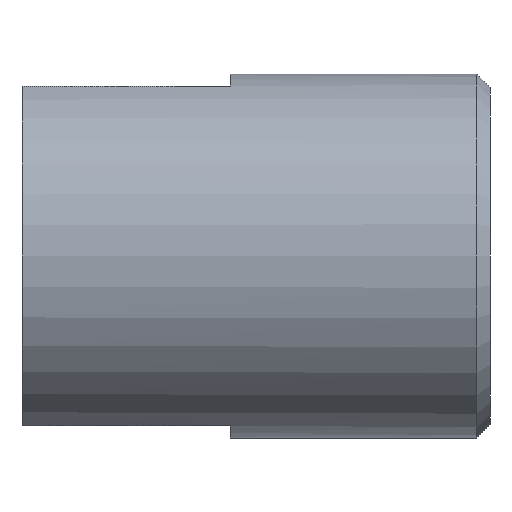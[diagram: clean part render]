
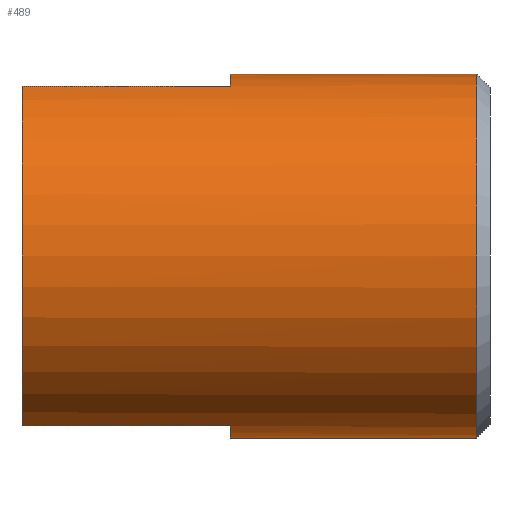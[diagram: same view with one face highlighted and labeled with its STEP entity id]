
A CAD part, left-side view. The second image highlights one B-rep face of the part: STEP entity #489.
In plain terms, the highlighted cylindrical face has radius 7 mm (diameter 14 mm), a partial arc.
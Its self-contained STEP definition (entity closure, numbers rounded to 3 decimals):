
#2 = CIRCLE ( 'NONE', #237, 7. ) ;
#21 = CARTESIAN_POINT ( 'NONE',  ( -2.5, 9., 6.538 ) ) ;
#23 = VECTOR ( 'NONE', #81, 1000. ) ;
#24 = CYLINDRICAL_SURFACE ( 'NONE', #493, 7. ) ;
#29 = LINE ( 'NONE', #264, #105 ) ;
#34 = AXIS2_PLACEMENT_3D ( 'NONE', #239, #578, #533 ) ;
#36 = DIRECTION ( 'NONE',  ( 0., -1., 0. ) ) ;
#37 = CARTESIAN_POINT ( 'NONE',  ( 0., 1., 7. ) ) ;
#48 = ORIENTED_EDGE ( 'NONE', *, *, #343, .T. ) ;
#58 = EDGE_CURVE ( 'NONE', #157, #514, #2, .T. ) ;
#81 = DIRECTION ( 'NONE',  ( 0., -1., 0. ) ) ;
#92 = VERTEX_POINT ( 'NONE', #161 ) ;
#103 = ORIENTED_EDGE ( 'NONE', *, *, #376, .T. ) ;
#105 = VECTOR ( 'NONE', #36, 1000. ) ;
#107 = CARTESIAN_POINT ( 'NONE',  ( 0., 9., 0. ) ) ;
#109 = DIRECTION ( 'NONE',  ( 0., 0., -1. ) ) ;
#122 = CARTESIAN_POINT ( 'NONE',  ( -2.5, 9., -6.538 ) ) ;
#128 = VERTEX_POINT ( 'NONE', #362 ) ;
#130 = LINE ( 'NONE', #122, #193 ) ;
#143 = CARTESIAN_POINT ( 'NONE',  ( -2.5, 9., 6.538 ) ) ;
#150 = DIRECTION ( 'NONE',  ( 0., 0., -1. ) ) ;
#157 = VERTEX_POINT ( 'NONE', #399 ) ;
#161 = CARTESIAN_POINT ( 'NONE',  ( -2.5, 9., -6.538 ) ) ;
#174 = ORIENTED_EDGE ( 'NONE', *, *, #214, .F. ) ;
#191 = VERTEX_POINT ( 'NONE', #525 ) ;
#193 = VECTOR ( 'NONE', #412, 1000. ) ;
#195 = EDGE_CURVE ( 'NONE', #128, #157, #465, .T. ) ;
#214 = EDGE_CURVE ( 'NONE', #246, #514, #29, .T. ) ;
#237 = AXIS2_PLACEMENT_3D ( 'NONE', #394, #597, #605 ) ;
#239 = CARTESIAN_POINT ( 'NONE',  ( 0., 1., 0. ) ) ;
#246 = VERTEX_POINT ( 'NONE', #37 ) ;
#254 = CARTESIAN_POINT ( 'NONE',  ( 0., 9., 0. ) ) ;
#264 = CARTESIAN_POINT ( 'NONE',  ( 0., 9., 7. ) ) ;
#265 = CIRCLE ( 'NONE', #380, 7. ) ;
#280 = EDGE_CURVE ( 'NONE', #92, #383, #130, .T. ) ;
#286 = DIRECTION ( 'NONE',  ( 0., 1., 0. ) ) ;
#297 = DIRECTION ( 'NONE',  ( 0., -1., 0. ) ) ;
#329 = AXIS2_PLACEMENT_3D ( 'NONE', #452, #297, #150 ) ;
#331 = EDGE_LOOP ( 'NONE', ( #174, #545, #103, #591, #475, #48, #557, #621 ) ) ;
#339 = CIRCLE ( 'NONE', #34, 7. ) ;
#343 = EDGE_CURVE ( 'NONE', #383, #128, #339, .T. ) ;
#355 = DIRECTION ( 'NONE',  ( 0., 0., 1. ) ) ;
#362 = CARTESIAN_POINT ( 'NONE',  ( 0., 1., -7. ) ) ;
#375 = CARTESIAN_POINT ( 'NONE',  ( 0., 9., -7. ) ) ;
#376 = EDGE_CURVE ( 'NONE', #191, #548, #439, .T. ) ;
#380 = AXIS2_PLACEMENT_3D ( 'NONE', #107, #593, #355 ) ;
#383 = VERTEX_POINT ( 'NONE', #540 ) ;
#394 = CARTESIAN_POINT ( 'NONE',  ( 0., -8.5, 0. ) ) ;
#397 = CARTESIAN_POINT ( 'NONE',  ( 0., -8.5, 7. ) ) ;
#399 = CARTESIAN_POINT ( 'NONE',  ( 0., -8.5, -7. ) ) ;
#412 = DIRECTION ( 'NONE',  ( 0., -1., 0. ) ) ;
#439 = LINE ( 'NONE', #143, #534 ) ;
#452 = CARTESIAN_POINT ( 'NONE',  ( 0., 1., 0. ) ) ;
#465 = LINE ( 'NONE', #375, #23 ) ;
#475 = ORIENTED_EDGE ( 'NONE', *, *, #280, .T. ) ;
#489 = ADVANCED_FACE ( 'NONE', ( #556 ), #24, .T. ) ;
#493 = AXIS2_PLACEMENT_3D ( 'NONE', #254, #494, #109 ) ;
#494 = DIRECTION ( 'NONE',  ( 0., -1., 0. ) ) ;
#514 = VERTEX_POINT ( 'NONE', #397 ) ;
#524 = EDGE_CURVE ( 'NONE', #92, #548, #265, .T. ) ;
#525 = CARTESIAN_POINT ( 'NONE',  ( -2.5, 1., 6.538 ) ) ;
#527 = CIRCLE ( 'NONE', #329, 7. ) ;
#530 = EDGE_CURVE ( 'NONE', #246, #191, #527, .T. ) ;
#533 = DIRECTION ( 'NONE',  ( 0., 0., -1. ) ) ;
#534 = VECTOR ( 'NONE', #286, 1000. ) ;
#540 = CARTESIAN_POINT ( 'NONE',  ( -2.5, 1., -6.538 ) ) ;
#545 = ORIENTED_EDGE ( 'NONE', *, *, #530, .T. ) ;
#548 = VERTEX_POINT ( 'NONE', #21 ) ;
#556 = FACE_OUTER_BOUND ( 'NONE', #331, .T. ) ;
#557 = ORIENTED_EDGE ( 'NONE', *, *, #195, .T. ) ;
#578 = DIRECTION ( 'NONE',  ( 0., -1., 0. ) ) ;
#591 = ORIENTED_EDGE ( 'NONE', *, *, #524, .F. ) ;
#593 = DIRECTION ( 'NONE',  ( 0., 1., 0. ) ) ;
#597 = DIRECTION ( 'NONE',  ( 0., 1., 0. ) ) ;
#605 = DIRECTION ( 'NONE',  ( 0., 0., 1. ) ) ;
#621 = ORIENTED_EDGE ( 'NONE', *, *, #58, .T. ) ;
